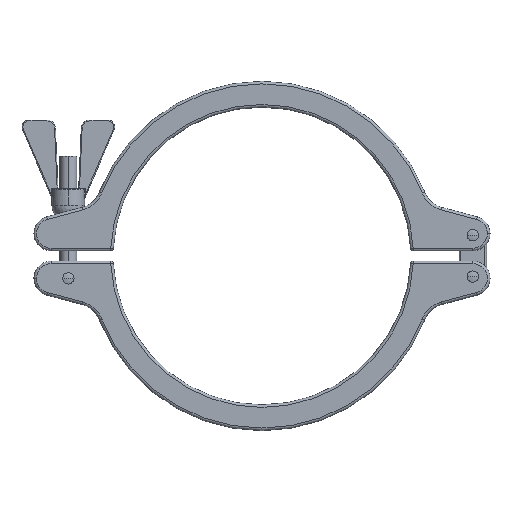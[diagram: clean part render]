
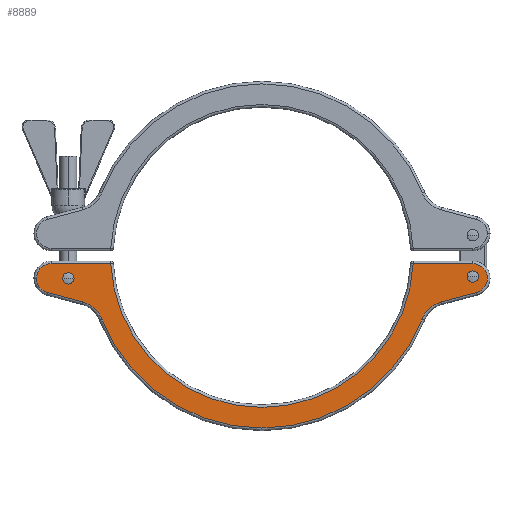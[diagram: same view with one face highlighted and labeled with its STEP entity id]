
A CAD part, top view. The second image highlights one B-rep face of the part: STEP entity #8889.
In plain terms, the highlighted planar face has unit normal (0, 0, 1).
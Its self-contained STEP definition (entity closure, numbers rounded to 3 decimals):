
#5 = CARTESIAN_POINT ( 'NONE',  ( -112.5, -13., 12. ) ) ;
#9 = VERTEX_POINT ( 'NONE', #7765 ) ;
#300 = LINE ( 'NONE', #4893, #4312 ) ;
#435 = LINE ( 'NONE', #1309, #5702 ) ;
#472 = DIRECTION ( 'NONE',  ( -1., 0., 0. ) ) ;
#518 = DIRECTION ( 'NONE',  ( -1., 0., 0. ) ) ;
#563 = AXIS2_PLACEMENT_3D ( 'NONE', #10945, #3860, #2527 ) ;
#631 = EDGE_CURVE ( 'NONE', #12300, #10601, #7209, .T. ) ;
#741 = CARTESIAN_POINT ( 'NONE',  ( 104.139, -26.72, 12. ) ) ;
#801 = AXIS2_PLACEMENT_3D ( 'NONE', #14048, #8089, #2111 ) ;
#850 = ORIENTED_EDGE ( 'NONE', *, *, #9448, .T. ) ;
#1023 = CARTESIAN_POINT ( 'NONE',  ( -122.5, -13., 12. ) ) ;
#1148 = DIRECTION ( 'NONE',  ( 0., 0., -1. ) ) ;
#1192 = VERTEX_POINT ( 'NONE', #7347 ) ;
#1309 = CARTESIAN_POINT ( 'NONE',  ( 13.656, -50.965, 12. ) ) ;
#1501 = CIRCLE ( 'NONE', #14546, 8.5 ) ;
#1990 = ORIENTED_EDGE ( 'NONE', *, *, #8407, .T. ) ;
#2111 = DIRECTION ( 'NONE',  ( -1., 0., 0. ) ) ;
#2131 = VERTEX_POINT ( 'NONE', #3033 ) ;
#2220 = DIRECTION ( 'NONE',  ( 0., 0., -1. ) ) ;
#2443 = EDGE_CURVE ( 'NONE', #4550, #11284, #15496, .T. ) ;
#2524 = EDGE_CURVE ( 'NONE', #7384, #2131, #435, .T. ) ;
#2527 = DIRECTION ( 'NONE',  ( -1., 0., 0. ) ) ;
#2571 = CARTESIAN_POINT ( 'NONE',  ( 119.2, -12., 12. ) ) ;
#2861 = VECTOR ( 'NONE', #14414, 1000. ) ;
#2956 = DIRECTION ( 'NONE',  ( 0., 0., -1. ) ) ;
#3033 = CARTESIAN_POINT ( 'NONE',  ( 124.7, -21.21, 12. ) ) ;
#3191 = DIRECTION ( 'NONE',  ( -1., 0., 0. ) ) ;
#3436 = AXIS2_PLACEMENT_3D ( 'NONE', #10921, #10994, #9954 ) ;
#3477 = CARTESIAN_POINT ( 'NONE',  ( 125.8, -12., 12. ) ) ;
#3545 = EDGE_LOOP ( 'NONE', ( #15492, #1990, #6668, #11856, #8678, #10741, #8400, #14226, #13138, #13414, #12119 ) ) ;
#3742 = ORIENTED_EDGE ( 'NONE', *, *, #9116, .T. ) ;
#3822 = VERTEX_POINT ( 'NONE', #2571 ) ;
#3838 = DIRECTION ( 'NONE',  ( -1., 0., 0. ) ) ;
#3839 = CIRCLE ( 'NONE', #12617, 16.5 ) ;
#3860 = DIRECTION ( 'NONE',  ( 0., 0., -1. ) ) ;
#3978 = EDGE_CURVE ( 'NONE', #9, #12300, #8504, .T. ) ;
#4100 = AXIS2_PLACEMENT_3D ( 'NONE', #14860, #14942, #472 ) ;
#4198 = CARTESIAN_POINT ( 'NONE',  ( -104.139, -26.72, 12. ) ) ;
#4269 = EDGE_LOOP ( 'NONE', ( #3742, #7025 ) ) ;
#4312 = VECTOR ( 'NONE', #11966, 1000. ) ;
#4550 = VERTEX_POINT ( 'NONE', #9198 ) ;
#4559 = CIRCLE ( 'NONE', #13328, 16.5 ) ;
#4893 = CARTESIAN_POINT ( 'NONE',  ( 0., -4.5, 12. ) ) ;
#5133 = CIRCLE ( 'NONE', #11429, 3.3 ) ;
#5623 = VECTOR ( 'NONE', #518, 1000. ) ;
#5702 = VECTOR ( 'NONE', #6116, 1000. ) ;
#5753 = VERTEX_POINT ( 'NONE', #3477 ) ;
#5824 = DIRECTION ( 'NONE',  ( -1., 0., 0. ) ) ;
#6116 = DIRECTION ( 'NONE',  ( 0.966, 0.259, 0. ) ) ;
#6194 = CARTESIAN_POINT ( 'NONE',  ( -108.409, -42.657, 12. ) ) ;
#6527 = CARTESIAN_POINT ( 'NONE',  ( 93.055, -36.616, 12. ) ) ;
#6580 = AXIS2_PLACEMENT_3D ( 'NONE', #10108, #2956, #12548 ) ;
#6668 = ORIENTED_EDGE ( 'NONE', *, *, #7818, .T. ) ;
#6761 = CARTESIAN_POINT ( 'NONE',  ( 122.5, -13., 12. ) ) ;
#6781 = CARTESIAN_POINT ( 'NONE',  ( -87.885, -4.5, 12. ) ) ;
#6982 = VERTEX_POINT ( 'NONE', #10251 ) ;
#7025 = ORIENTED_EDGE ( 'NONE', *, *, #10919, .T. ) ;
#7209 = LINE ( 'NONE', #11996, #2861 ) ;
#7347 = CARTESIAN_POINT ( 'NONE',  ( -122.5, -4.5, 12. ) ) ;
#7384 = VERTEX_POINT ( 'NONE', #741 ) ;
#7690 = CARTESIAN_POINT ( 'NONE',  ( 0., -4.5, 12. ) ) ;
#7765 = CARTESIAN_POINT ( 'NONE',  ( -131., -13., 12. ) ) ;
#7780 = VERTEX_POINT ( 'NONE', #12319 ) ;
#7818 = EDGE_CURVE ( 'NONE', #14702, #1192, #300, .T. ) ;
#8089 = DIRECTION ( 'NONE',  ( 0., 0., -1. ) ) ;
#8213 = EDGE_CURVE ( 'NONE', #3822, #5753, #12104, .T. ) ;
#8312 = EDGE_CURVE ( 'NONE', #10601, #4550, #4559, .T. ) ;
#8400 = ORIENTED_EDGE ( 'NONE', *, *, #8312, .T. ) ;
#8407 = EDGE_CURVE ( 'NONE', #6982, #14702, #10855, .T. ) ;
#8504 = CIRCLE ( 'NONE', #9251, 8.5 ) ;
#8511 = DIRECTION ( 'NONE',  ( -1., 0., 0. ) ) ;
#8678 = ORIENTED_EDGE ( 'NONE', *, *, #3978, .T. ) ;
#8889 = ADVANCED_FACE ( 'NONE', ( #13203, #12197, #9586 ), #9670, .F. ) ;
#9116 = EDGE_CURVE ( 'NONE', #9172, #7780, #14872, .T. ) ;
#9172 = VERTEX_POINT ( 'NONE', #14360 ) ;
#9176 = CARTESIAN_POINT ( 'NONE',  ( 108.409, -42.657, 12. ) ) ;
#9198 = CARTESIAN_POINT ( 'NONE',  ( -93.055, -36.616, 12. ) ) ;
#9222 = DIRECTION ( 'NONE',  ( 0., 0., 1. ) ) ;
#9251 = AXIS2_PLACEMENT_3D ( 'NONE', #1023, #9222, #11743 ) ;
#9345 = DIRECTION ( 'NONE',  ( 0., 0., -1. ) ) ;
#9448 = EDGE_CURVE ( 'NONE', #5753, #3822, #11373, .T. ) ;
#9586 = FACE_BOUND ( 'NONE', #10522, .T. ) ;
#9670 = PLANE ( 'NONE',  #563 ) ;
#9792 = EDGE_CURVE ( 'NONE', #11284, #7384, #3839, .T. ) ;
#9954 = DIRECTION ( 'NONE',  ( -1., 0., 0. ) ) ;
#10108 = CARTESIAN_POINT ( 'NONE',  ( 0., 0., 12. ) ) ;
#10251 = CARTESIAN_POINT ( 'NONE',  ( 87.885, -4.5, 12. ) ) ;
#10296 = ORIENTED_EDGE ( 'NONE', *, *, #8213, .T. ) ;
#10471 = VERTEX_POINT ( 'NONE', #12678 ) ;
#10522 = EDGE_LOOP ( 'NONE', ( #10296, #850 ) ) ;
#10528 = CARTESIAN_POINT ( 'NONE',  ( 122.5, -12., 12. ) ) ;
#10601 = VERTEX_POINT ( 'NONE', #4198 ) ;
#10741 = ORIENTED_EDGE ( 'NONE', *, *, #631, .T. ) ;
#10755 = CARTESIAN_POINT ( 'NONE',  ( 122.5, -12., 12. ) ) ;
#10855 = CIRCLE ( 'NONE', #6580, 88. ) ;
#10919 = EDGE_CURVE ( 'NONE', #7780, #9172, #5133, .T. ) ;
#10921 = CARTESIAN_POINT ( 'NONE',  ( 0., 0., 12. ) ) ;
#10945 = CARTESIAN_POINT ( 'NONE',  ( 0., 0., 12. ) ) ;
#10994 = DIRECTION ( 'NONE',  ( 0., 0., 1. ) ) ;
#10997 = DIRECTION ( 'NONE',  ( 0., 0., -1. ) ) ;
#11284 = VERTEX_POINT ( 'NONE', #6527 ) ;
#11373 = CIRCLE ( 'NONE', #14371, 3.3 ) ;
#11429 = AXIS2_PLACEMENT_3D ( 'NONE', #5, #2220, #8511 ) ;
#11743 = DIRECTION ( 'NONE',  ( -1., 0., 0. ) ) ;
#11856 = ORIENTED_EDGE ( 'NONE', *, *, #14622, .T. ) ;
#11874 = DIRECTION ( 'NONE',  ( -1., 0., 0. ) ) ;
#11966 = DIRECTION ( 'NONE',  ( -1., 0., 0. ) ) ;
#11996 = CARTESIAN_POINT ( 'NONE',  ( -13.656, -50.965, 12. ) ) ;
#12104 = CIRCLE ( 'NONE', #12849, 3.3 ) ;
#12119 = ORIENTED_EDGE ( 'NONE', *, *, #12824, .T. ) ;
#12197 = FACE_BOUND ( 'NONE', #4269, .T. ) ;
#12300 = VERTEX_POINT ( 'NONE', #12789 ) ;
#12319 = CARTESIAN_POINT ( 'NONE',  ( -109.2, -13., 12. ) ) ;
#12342 = EDGE_CURVE ( 'NONE', #10471, #6982, #13646, .T. ) ;
#12548 = DIRECTION ( 'NONE',  ( -1., 0., 0. ) ) ;
#12617 = AXIS2_PLACEMENT_3D ( 'NONE', #9176, #13951, #3191 ) ;
#12678 = CARTESIAN_POINT ( 'NONE',  ( 122.5, -4.5, 12. ) ) ;
#12789 = CARTESIAN_POINT ( 'NONE',  ( -124.7, -21.21, 12. ) ) ;
#12824 = EDGE_CURVE ( 'NONE', #2131, #10471, #1501, .T. ) ;
#12849 = AXIS2_PLACEMENT_3D ( 'NONE', #10755, #1148, #3838 ) ;
#12895 = DIRECTION ( 'NONE',  ( 0., 0., 1. ) ) ;
#13138 = ORIENTED_EDGE ( 'NONE', *, *, #9792, .T. ) ;
#13203 = FACE_OUTER_BOUND ( 'NONE', #3545, .T. ) ;
#13328 = AXIS2_PLACEMENT_3D ( 'NONE', #6194, #10997, #15463 ) ;
#13414 = ORIENTED_EDGE ( 'NONE', *, *, #2524, .T. ) ;
#13646 = LINE ( 'NONE', #7690, #5623 ) ;
#13951 = DIRECTION ( 'NONE',  ( 0., 0., -1. ) ) ;
#14048 = CARTESIAN_POINT ( 'NONE',  ( -112.5, -13., 12. ) ) ;
#14226 = ORIENTED_EDGE ( 'NONE', *, *, #2443, .T. ) ;
#14360 = CARTESIAN_POINT ( 'NONE',  ( -115.8, -13., 12. ) ) ;
#14371 = AXIS2_PLACEMENT_3D ( 'NONE', #10528, #9345, #11874 ) ;
#14414 = DIRECTION ( 'NONE',  ( 0.966, -0.259, 0. ) ) ;
#14546 = AXIS2_PLACEMENT_3D ( 'NONE', #6761, #12895, #5824 ) ;
#14622 = EDGE_CURVE ( 'NONE', #1192, #9, #14920, .T. ) ;
#14702 = VERTEX_POINT ( 'NONE', #6781 ) ;
#14860 = CARTESIAN_POINT ( 'NONE',  ( -122.5, -13., 12. ) ) ;
#14872 = CIRCLE ( 'NONE', #801, 3.3 ) ;
#14920 = CIRCLE ( 'NONE', #4100, 8.5 ) ;
#14942 = DIRECTION ( 'NONE',  ( 0., 0., 1. ) ) ;
#15463 = DIRECTION ( 'NONE',  ( -1., 0., 0. ) ) ;
#15492 = ORIENTED_EDGE ( 'NONE', *, *, #12342, .T. ) ;
#15496 = CIRCLE ( 'NONE', #3436, 100. ) ;
